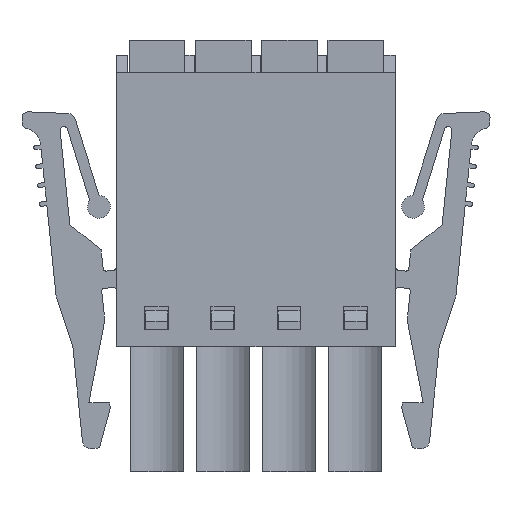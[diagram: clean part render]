
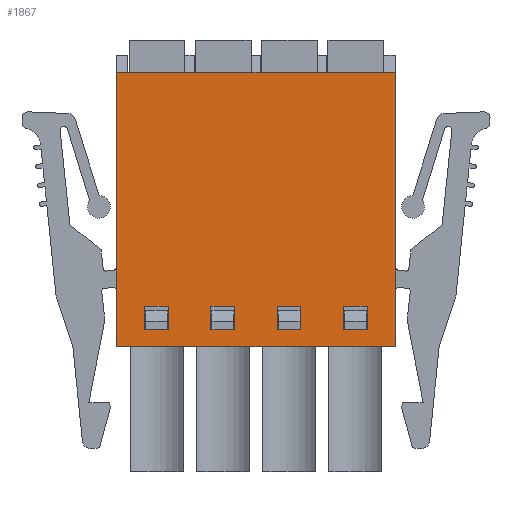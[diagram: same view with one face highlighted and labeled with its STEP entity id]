
A CAD part, front view. The second image highlights one B-rep face of the part: STEP entity #1867.
In plain terms, the highlighted planar face has unit normal (0, -1, 0).
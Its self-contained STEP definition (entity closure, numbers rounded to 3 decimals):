
#1867 = ADVANCED_FACE( '', ( #3994, #3995, #3996, #3997, #3998 ), #3999, .F. );
#3994 = FACE_BOUND( '', #6439, .T. );
#3995 = FACE_BOUND( '', #6440, .T. );
#3996 = FACE_BOUND( '', #6441, .T. );
#3997 = FACE_BOUND( '', #6442, .T. );
#3998 = FACE_OUTER_BOUND( '', #6443, .T. );
#3999 = PLANE( '', #6444 );
#6439 = EDGE_LOOP( '', ( #11938, #11939, #11940, #11941 ) );
#6440 = EDGE_LOOP( '', ( #11942, #11943, #11944, #11945 ) );
#6441 = EDGE_LOOP( '', ( #11946, #11947, #11948, #11949 ) );
#6442 = EDGE_LOOP( '', ( #11950, #11951, #11952, #11953 ) );
#6443 = EDGE_LOOP( '', ( #11954, #11955, #11956, #11957 ) );
#6444 = AXIS2_PLACEMENT_3D( '', #11958, #11959, #11960 );
#11938 = ORIENTED_EDGE( '', *, *, #16431, .F. );
#11939 = ORIENTED_EDGE( '', *, *, #16515, .F. );
#11940 = ORIENTED_EDGE( '', *, *, #17680, .F. );
#11941 = ORIENTED_EDGE( '', *, *, #17681, .F. );
#11942 = ORIENTED_EDGE( '', *, *, #17682, .F. );
#11943 = ORIENTED_EDGE( '', *, *, #17683, .F. );
#11944 = ORIENTED_EDGE( '', *, *, #16799, .F. );
#11945 = ORIENTED_EDGE( '', *, *, #17684, .F. );
#11946 = ORIENTED_EDGE( '', *, *, #17371, .F. );
#11947 = ORIENTED_EDGE( '', *, *, #17685, .F. );
#11948 = ORIENTED_EDGE( '', *, *, #17686, .F. );
#11949 = ORIENTED_EDGE( '', *, *, #16460, .F. );
#11950 = ORIENTED_EDGE( '', *, *, #17687, .F. );
#11951 = ORIENTED_EDGE( '', *, *, #17688, .F. );
#11952 = ORIENTED_EDGE( '', *, *, #17689, .F. );
#11953 = ORIENTED_EDGE( '', *, *, #17690, .F. );
#11954 = ORIENTED_EDGE( '', *, *, #17691, .T. );
#11955 = ORIENTED_EDGE( '', *, *, #17148, .F. );
#11956 = ORIENTED_EDGE( '', *, *, #15908, .F. );
#11957 = ORIENTED_EDGE( '', *, *, #16773, .T. );
#11958 = CARTESIAN_POINT( '', ( 7.35, -3.9, 7.25 ) );
#11959 = DIRECTION( '', ( 0., 1., 0. ) );
#11960 = DIRECTION( '', ( 0., 0., 1. ) );
#15908 = EDGE_CURVE( '', #19472, #19473, #19474, .T. );
#16431 = EDGE_CURVE( '', #20357, #20359, #20360, .T. );
#16460 = EDGE_CURVE( '', #20410, #20412, #20413, .T. );
#16515 = EDGE_CURVE( '', #20501, #20357, #20503, .T. );
#16773 = EDGE_CURVE( '', #19472, #20900, #20902, .T. );
#16799 = EDGE_CURVE( '', #20941, #20942, #20943, .T. );
#17148 = EDGE_CURVE( '', #19473, #21448, #21449, .T. );
#17371 = EDGE_CURVE( '', #21767, #20410, #21769, .T. );
#17680 = EDGE_CURVE( '', #22208, #20501, #22209, .T. );
#17681 = EDGE_CURVE( '', #20359, #22208, #22210, .T. );
#17682 = EDGE_CURVE( '', #22211, #22212, #22213, .T. );
#17683 = EDGE_CURVE( '', #20942, #22211, #22214, .T. );
#17684 = EDGE_CURVE( '', #22212, #20941, #22215, .T. );
#17685 = EDGE_CURVE( '', #22216, #21767, #22217, .T. );
#17686 = EDGE_CURVE( '', #20412, #22216, #22218, .T. );
#17687 = EDGE_CURVE( '', #22219, #22220, #22221, .T. );
#17688 = EDGE_CURVE( '', #22222, #22219, #22223, .T. );
#17689 = EDGE_CURVE( '', #22224, #22222, #22225, .T. );
#17690 = EDGE_CURVE( '', #22220, #22224, #22226, .T. );
#17691 = EDGE_CURVE( '', #20900, #21448, #22227, .T. );
#19472 = VERTEX_POINT( '', #24575 );
#19473 = VERTEX_POINT( '', #24576 );
#19474 = LINE( '', #24577, #24578 );
#20357 = VERTEX_POINT( '', #25919 );
#20359 = VERTEX_POINT( '', #25922 );
#20360 = LINE( '', #25923, #25924 );
#20410 = VERTEX_POINT( '', #25996 );
#20412 = VERTEX_POINT( '', #25999 );
#20413 = LINE( '', #26000, #26001 );
#20501 = VERTEX_POINT( '', #26145 );
#20503 = LINE( '', #26148, #26149 );
#20900 = VERTEX_POINT( '', #26739 );
#20902 = LINE( '', #26742, #26743 );
#20941 = VERTEX_POINT( '', #26801 );
#20942 = VERTEX_POINT( '', #26802 );
#20943 = LINE( '', #26803, #26804 );
#21448 = VERTEX_POINT( '', #27599 );
#21449 = LINE( '', #27600, #27601 );
#21767 = VERTEX_POINT( '', #28104 );
#21769 = LINE( '', #28107, #28108 );
#22208 = VERTEX_POINT( '', #28753 );
#22209 = LINE( '', #28754, #28755 );
#22210 = LINE( '', #28756, #28757 );
#22211 = VERTEX_POINT( '', #28758 );
#22212 = VERTEX_POINT( '', #28759 );
#22213 = LINE( '', #28760, #28761 );
#22214 = LINE( '', #28762, #28763 );
#22215 = LINE( '', #28764, #28765 );
#22216 = VERTEX_POINT( '', #28766 );
#22217 = LINE( '', #28767, #28768 );
#22218 = LINE( '', #28769, #28770 );
#22219 = VERTEX_POINT( '', #28771 );
#22220 = VERTEX_POINT( '', #28772 );
#22221 = LINE( '', #28773, #28774 );
#22222 = VERTEX_POINT( '', #28775 );
#22223 = LINE( '', #28776, #28777 );
#22224 = VERTEX_POINT( '', #28778 );
#22225 = LINE( '', #28779, #28780 );
#22226 = LINE( '', #28781, #28782 );
#22227 = LINE( '', #28783, #28784 );
#24575 = CARTESIAN_POINT( '', ( 7.35, -3.9, 7.25 ) );
#24576 = CARTESIAN_POINT( '', ( 7.35, -3.9, -7.25 ) );
#24577 = CARTESIAN_POINT( '', ( 7.35, -3.9, 7.25 ) );
#24578 = VECTOR( '', #30605, 1000. );
#25919 = CARTESIAN_POINT( '', ( -5.88, -3.9, -6.35 ) );
#25922 = CARTESIAN_POINT( '', ( -4.63, -3.9, -6.35 ) );
#25923 = CARTESIAN_POINT( '', ( -5.88, -3.9, -6.35 ) );
#25924 = VECTOR( '', #31221, 1000. );
#25996 = CARTESIAN_POINT( '', ( 2.37, -3.9, -6.35 ) );
#25999 = CARTESIAN_POINT( '', ( 2.37, -3.9, -5.1 ) );
#26000 = CARTESIAN_POINT( '', ( 2.37, -3.9, -6.35 ) );
#26001 = VECTOR( '', #31245, 1000. );
#26145 = CARTESIAN_POINT( '', ( -5.88, -3.9, -5.1 ) );
#26148 = CARTESIAN_POINT( '', ( -5.88, -3.9, -5.1 ) );
#26149 = VECTOR( '', #31292, 1000. );
#26739 = CARTESIAN_POINT( '', ( -7.35, -3.9, 7.25 ) );
#26742 = CARTESIAN_POINT( '', ( 7.35, -3.9, 7.25 ) );
#26743 = VECTOR( '', #31563, 1000. );
#26801 = CARTESIAN_POINT( '', ( -1.13, -3.9, -5.1 ) );
#26802 = CARTESIAN_POINT( '', ( -2.38, -3.9, -5.1 ) );
#26803 = CARTESIAN_POINT( '', ( -1.13, -3.9, -5.1 ) );
#26804 = VECTOR( '', #31589, 1000. );
#27599 = CARTESIAN_POINT( '', ( -7.35, -3.9, -7.25 ) );
#27600 = CARTESIAN_POINT( '', ( 7.35, -3.9, -7.25 ) );
#27601 = VECTOR( '', #31914, 1000. );
#28104 = CARTESIAN_POINT( '', ( 1.12, -3.9, -6.35 ) );
#28107 = CARTESIAN_POINT( '', ( 1.12, -3.9, -6.35 ) );
#28108 = VECTOR( '', #32121, 1000. );
#28753 = CARTESIAN_POINT( '', ( -4.63, -3.9, -5.1 ) );
#28754 = CARTESIAN_POINT( '', ( -4.63, -3.9, -5.1 ) );
#28755 = VECTOR( '', #32421, 1000. );
#28756 = CARTESIAN_POINT( '', ( -4.63, -3.9, -6.35 ) );
#28757 = VECTOR( '', #32422, 1000. );
#28758 = CARTESIAN_POINT( '', ( -2.38, -3.9, -6.35 ) );
#28759 = CARTESIAN_POINT( '', ( -1.13, -3.9, -6.35 ) );
#28760 = CARTESIAN_POINT( '', ( -2.38, -3.9, -6.35 ) );
#28761 = VECTOR( '', #32423, 1000. );
#28762 = CARTESIAN_POINT( '', ( -2.38, -3.9, -5.1 ) );
#28763 = VECTOR( '', #32424, 1000. );
#28764 = CARTESIAN_POINT( '', ( -1.13, -3.9, -6.35 ) );
#28765 = VECTOR( '', #32425, 1000. );
#28766 = CARTESIAN_POINT( '', ( 1.12, -3.9, -5.1 ) );
#28767 = CARTESIAN_POINT( '', ( 1.12, -3.9, -5.1 ) );
#28768 = VECTOR( '', #32426, 1000. );
#28769 = CARTESIAN_POINT( '', ( 2.37, -3.9, -5.1 ) );
#28770 = VECTOR( '', #32427, 1000. );
#28771 = CARTESIAN_POINT( '', ( 4.62, -3.9, -6.35 ) );
#28772 = CARTESIAN_POINT( '', ( 5.87, -3.9, -6.35 ) );
#28773 = CARTESIAN_POINT( '', ( 4.62, -3.9, -6.35 ) );
#28774 = VECTOR( '', #32428, 1000. );
#28775 = CARTESIAN_POINT( '', ( 4.62, -3.9, -5.1 ) );
#28776 = CARTESIAN_POINT( '', ( 4.62, -3.9, -5.1 ) );
#28777 = VECTOR( '', #32429, 1000. );
#28778 = CARTESIAN_POINT( '', ( 5.87, -3.9, -5.1 ) );
#28779 = CARTESIAN_POINT( '', ( 5.87, -3.9, -5.1 ) );
#28780 = VECTOR( '', #32430, 1000. );
#28781 = CARTESIAN_POINT( '', ( 5.87, -3.9, -6.35 ) );
#28782 = VECTOR( '', #32431, 1000. );
#28783 = CARTESIAN_POINT( '', ( -7.35, -3.9, 7.25 ) );
#28784 = VECTOR( '', #32432, 1000. );
#30605 = DIRECTION( '', ( 0., 0., -1. ) );
#31221 = DIRECTION( '', ( 1., 0., 0. ) );
#31245 = DIRECTION( '', ( 0., 0., 1. ) );
#31292 = DIRECTION( '', ( 0., 0., -1. ) );
#31563 = DIRECTION( '', ( -1., 0., 0. ) );
#31589 = DIRECTION( '', ( -1., 0., 0. ) );
#31914 = DIRECTION( '', ( -1., 0., 0. ) );
#32121 = DIRECTION( '', ( 1., 0., 0. ) );
#32421 = DIRECTION( '', ( -1., 0., 0. ) );
#32422 = DIRECTION( '', ( 0., 0., 1. ) );
#32423 = DIRECTION( '', ( 1., 0., 0. ) );
#32424 = DIRECTION( '', ( 0., 0., -1. ) );
#32425 = DIRECTION( '', ( 0., 0., 1. ) );
#32426 = DIRECTION( '', ( 0., 0., -1. ) );
#32427 = DIRECTION( '', ( -1., 0., 0. ) );
#32428 = DIRECTION( '', ( 1., 0., 0. ) );
#32429 = DIRECTION( '', ( 0., 0., -1. ) );
#32430 = DIRECTION( '', ( -1., 0., 0. ) );
#32431 = DIRECTION( '', ( 0., 0., 1. ) );
#32432 = DIRECTION( '', ( 0., 0., -1. ) );
